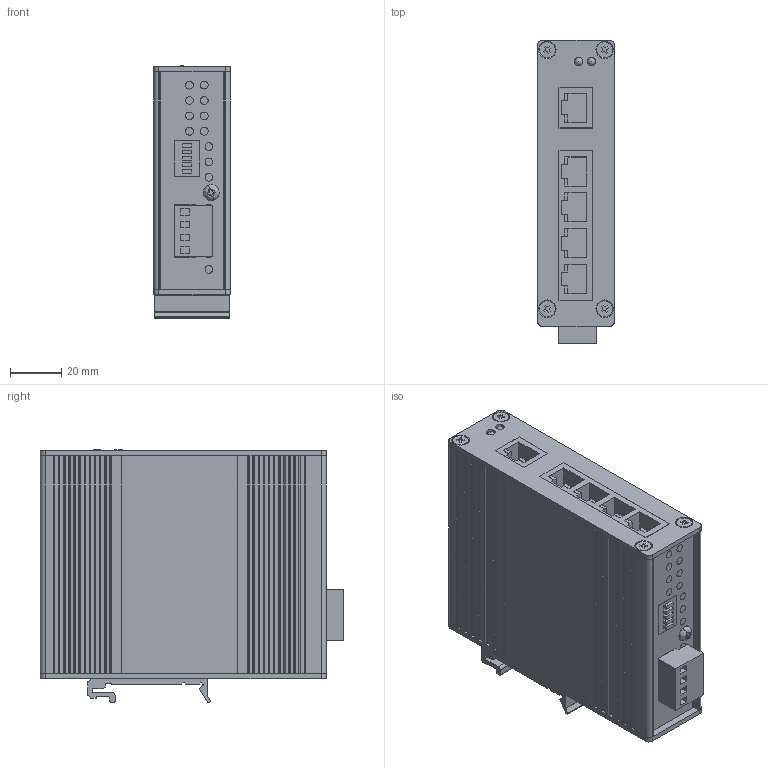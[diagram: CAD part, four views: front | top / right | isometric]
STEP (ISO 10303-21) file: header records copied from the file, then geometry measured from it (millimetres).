
FILE_DESCRIPTION (( 'STEP AP214' ), '1' );
FILE_NAME ('32025-8_ROCKETLINX_ES8105_INDUSTRIAL_ETHERNET_SWITCH.STEP', '2018-06-21T15:10:46', ( '' ), ( '' ), 'SwSTEP 2.0', 'SolidWorks 2017', '' );
FILE_SCHEMA (( 'AUTOMOTIVE_DESIGN' ));
Length unit declared in the file: inch
Products named in the file (1): 32025-8_ROCKETLINX_ES8105_INDUSTRIAL_ETHERNET_SWITCH
Bounding box: 30 x 118.6 x 98.5 mm (x, y, z)
Volume: 104548.9 mm3; surface area: 92936.8 mm2
Topology: 22 solids, 22 shells, 1080 faces, 2958 edges, 1962 vertices
Faces by surface type: plane 626, cylinder 406, cone 44, bspline 2, sphere 2
Entity records: 48827 total; most frequent: CARTESIAN_POINT 6094, DIRECTION 5978, ORIENTED_EDGE 5908, EDGE_CURVE 2954, VECTOR 2050, LINE 2050, AXIS2_PLACEMENT_3D 1964, VERTEX_POINT 1960
